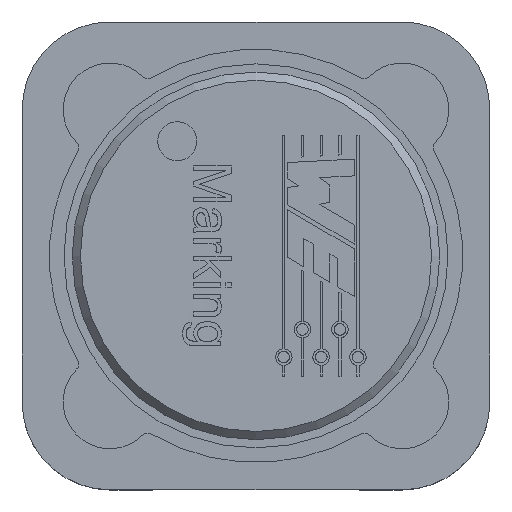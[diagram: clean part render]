
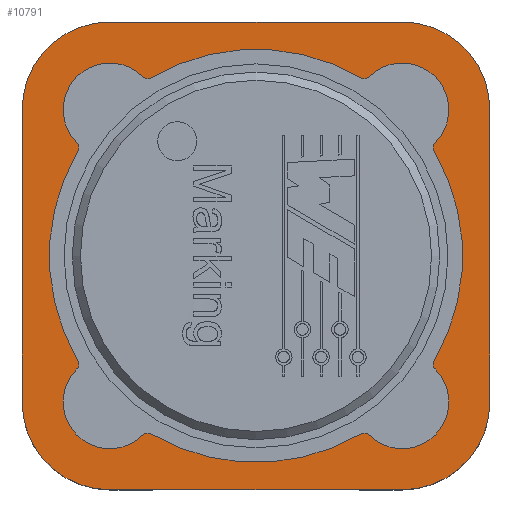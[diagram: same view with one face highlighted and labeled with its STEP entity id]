
A CAD part, top view. The second image highlights one B-rep face of the part: STEP entity #10791.
In plain terms, the highlighted planar face has unit normal (0, 0, 1).
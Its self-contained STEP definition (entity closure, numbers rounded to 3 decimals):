
#614=LINE('',#16038,#1446);
#615=LINE('',#16039,#1447);
#616=LINE('',#16040,#1448);
#617=LINE('',#16041,#1449);
#1446=VECTOR('',#12754,1000.);
#1447=VECTOR('',#12755,1000.);
#1448=VECTOR('',#12756,1000.);
#1449=VECTOR('',#12757,1000.);
#3043=ORIENTED_EDGE('',*,*,#4878,.T.);
#3044=ORIENTED_EDGE('',*,*,#4862,.T.);
#3045=ORIENTED_EDGE('',*,*,#4879,.T.);
#3046=ORIENTED_EDGE('',*,*,#4874,.T.);
#3047=ORIENTED_EDGE('',*,*,#4880,.T.);
#3048=ORIENTED_EDGE('',*,*,#4870,.T.);
#3049=ORIENTED_EDGE('',*,*,#4881,.T.);
#3050=ORIENTED_EDGE('',*,*,#4866,.T.);
#3051=ORIENTED_EDGE('',*,*,#4882,.F.);
#3052=ORIENTED_EDGE('',*,*,#4806,.T.);
#3053=ORIENTED_EDGE('',*,*,#4855,.F.);
#3054=ORIENTED_EDGE('',*,*,#4830,.T.);
#3055=ORIENTED_EDGE('',*,*,#4779,.F.);
#3056=ORIENTED_EDGE('',*,*,#4828,.T.);
#3057=ORIENTED_EDGE('',*,*,#4861,.F.);
#3058=ORIENTED_EDGE('',*,*,#4824,.T.);
#3059=ORIENTED_EDGE('',*,*,#4883,.F.);
#3060=ORIENTED_EDGE('',*,*,#4820,.T.);
#3061=ORIENTED_EDGE('',*,*,#4859,.F.);
#3062=ORIENTED_EDGE('',*,*,#4816,.T.);
#3063=ORIENTED_EDGE('',*,*,#4803,.F.);
#3064=ORIENTED_EDGE('',*,*,#4814,.T.);
#3065=ORIENTED_EDGE('',*,*,#4857,.F.);
#3066=ORIENTED_EDGE('',*,*,#4810,.T.);
#4779=EDGE_CURVE('',#5784,#5781,#6213,.T.);
#4803=EDGE_CURVE('',#5802,#5799,#6222,.T.);
#4806=EDGE_CURVE('',#5806,#5805,#6224,.T.);
#4810=EDGE_CURVE('',#5810,#5809,#6226,.T.);
#4814=EDGE_CURVE('',#5802,#5812,#6228,.T.);
#4816=EDGE_CURVE('',#5814,#5799,#6230,.T.);
#4820=EDGE_CURVE('',#5818,#5817,#6232,.T.);
#4824=EDGE_CURVE('',#5822,#5821,#6234,.T.);
#4828=EDGE_CURVE('',#5784,#5824,#6236,.T.);
#4830=EDGE_CURVE('',#5826,#5781,#6238,.T.);
#4855=EDGE_CURVE('',#5826,#5805,#6240,.T.);
#4857=EDGE_CURVE('',#5810,#5812,#6242,.T.);
#4859=EDGE_CURVE('',#5814,#5817,#6244,.T.);
#4861=EDGE_CURVE('',#5822,#5824,#6246,.T.);
#4862=EDGE_CURVE('',#5839,#5840,#6247,.T.);
#4866=EDGE_CURVE('',#5843,#5844,#6249,.T.);
#4870=EDGE_CURVE('',#5847,#5848,#6251,.T.);
#4874=EDGE_CURVE('',#5851,#5852,#6253,.T.);
#4878=EDGE_CURVE('',#5844,#5839,#614,.T.);
#4879=EDGE_CURVE('',#5840,#5851,#615,.T.);
#4880=EDGE_CURVE('',#5852,#5847,#616,.T.);
#4881=EDGE_CURVE('',#5848,#5843,#617,.T.);
#4882=EDGE_CURVE('',#5806,#5809,#6255,.T.);
#4883=EDGE_CURVE('',#5818,#5821,#6256,.T.);
#5781=VERTEX_POINT('',#15833);
#5784=VERTEX_POINT('',#15838);
#5799=VERTEX_POINT('',#15878);
#5802=VERTEX_POINT('',#15883);
#5805=VERTEX_POINT('',#15890);
#5806=VERTEX_POINT('',#15892);
#5809=VERTEX_POINT('',#15899);
#5810=VERTEX_POINT('',#15901);
#5812=VERTEX_POINT('',#15907);
#5814=VERTEX_POINT('',#15913);
#5817=VERTEX_POINT('',#15920);
#5818=VERTEX_POINT('',#15922);
#5821=VERTEX_POINT('',#15929);
#5822=VERTEX_POINT('',#15931);
#5824=VERTEX_POINT('',#15937);
#5826=VERTEX_POINT('',#15943);
#5839=VERTEX_POINT('',#16003);
#5840=VERTEX_POINT('',#16004);
#5843=VERTEX_POINT('',#16012);
#5844=VERTEX_POINT('',#16013);
#5847=VERTEX_POINT('',#16021);
#5848=VERTEX_POINT('',#16022);
#5851=VERTEX_POINT('',#16030);
#5852=VERTEX_POINT('',#16031);
#6213=CIRCLE('',#11229,5.3);
#6222=CIRCLE('',#11250,5.3);
#6224=CIRCLE('',#11253,0.18);
#6226=CIRCLE('',#11256,0.18);
#6228=CIRCLE('',#11259,0.18);
#6230=CIRCLE('',#11262,0.18);
#6232=CIRCLE('',#11265,0.18);
#6234=CIRCLE('',#11268,0.18);
#6236=CIRCLE('',#11271,0.18);
#6238=CIRCLE('',#11274,0.18);
#6240=CIRCLE('',#11287,1.2);
#6242=CIRCLE('',#11290,1.2);
#6244=CIRCLE('',#11293,1.2);
#6246=CIRCLE('',#11296,1.2);
#6247=CIRCLE('',#11298,2.25);
#6249=CIRCLE('',#11301,2.25);
#6251=CIRCLE('',#11304,2.25);
#6253=CIRCLE('',#11307,2.25);
#6255=CIRCLE('',#11310,5.3);
#6256=CIRCLE('',#11311,5.3);
#6663=EDGE_LOOP('',(#3043,#3044,#3045,#3046,#3047,#3048,#3049,#3050));
#6664=EDGE_LOOP('',(#3051,#3052,#3053,#3054,#3055,#3056,#3057,#3058,#3059,
#3060,#3061,#3062,#3063,#3064,#3065,#3066));
#7135=FACE_BOUND('',#6663,.T.);
#7136=FACE_BOUND('',#6664,.T.);
#7497=PLANE('',#11309);
#10791=ADVANCED_FACE('',(#7135,#7136),#7497,.T.);
#11229=AXIS2_PLACEMENT_3D('',#15839,#12544,#12545);
#11250=AXIS2_PLACEMENT_3D('',#15884,#12592,#12593);
#11253=AXIS2_PLACEMENT_3D('',#15891,#12599,#12600);
#11256=AXIS2_PLACEMENT_3D('',#15900,#12607,#12608);
#11259=AXIS2_PLACEMENT_3D('',#15908,#12615,#12616);
#11262=AXIS2_PLACEMENT_3D('',#15912,#12621,#12622);
#11265=AXIS2_PLACEMENT_3D('',#15921,#12629,#12630);
#11268=AXIS2_PLACEMENT_3D('',#15930,#12637,#12638);
#11271=AXIS2_PLACEMENT_3D('',#15938,#12645,#12646);
#11274=AXIS2_PLACEMENT_3D('',#15942,#12651,#12652);
#11287=AXIS2_PLACEMENT_3D('',#15991,#12700,#12701);
#11290=AXIS2_PLACEMENT_3D('',#15994,#12706,#12707);
#11293=AXIS2_PLACEMENT_3D('',#15997,#12712,#12713);
#11296=AXIS2_PLACEMENT_3D('',#16000,#12718,#12719);
#11298=AXIS2_PLACEMENT_3D('',#16002,#12722,#12723);
#11301=AXIS2_PLACEMENT_3D('',#16011,#12730,#12731);
#11304=AXIS2_PLACEMENT_3D('',#16020,#12738,#12739);
#11307=AXIS2_PLACEMENT_3D('',#16029,#12746,#12747);
#11309=AXIS2_PLACEMENT_3D('',#16037,#12752,#12753);
#11310=AXIS2_PLACEMENT_3D('',#16042,#12758,#12759);
#11311=AXIS2_PLACEMENT_3D('',#16043,#12760,#12761);
#12544=DIRECTION('',(0.,0.,1.));
#12545=DIRECTION('',(1.,0.,0.));
#12592=DIRECTION('',(0.,0.,1.));
#12593=DIRECTION('',(1.,0.,0.));
#12599=DIRECTION('',(0.,0.,1.));
#12600=DIRECTION('',(1.,0.,0.));
#12607=DIRECTION('',(0.,0.,1.));
#12608=DIRECTION('',(1.,0.,0.));
#12615=DIRECTION('',(0.,0.,1.));
#12616=DIRECTION('',(1.,0.,0.));
#12621=DIRECTION('',(0.,0.,1.));
#12622=DIRECTION('',(1.,0.,0.));
#12629=DIRECTION('',(0.,0.,1.));
#12630=DIRECTION('',(1.,0.,0.));
#12637=DIRECTION('',(0.,0.,1.));
#12638=DIRECTION('',(1.,0.,0.));
#12645=DIRECTION('',(0.,0.,1.));
#12646=DIRECTION('',(1.,0.,0.));
#12651=DIRECTION('',(0.,0.,1.));
#12652=DIRECTION('',(1.,0.,0.));
#12700=DIRECTION('',(0.,0.,1.));
#12701=DIRECTION('',(1.,0.,0.));
#12706=DIRECTION('',(0.,0.,1.));
#12707=DIRECTION('',(1.,0.,0.));
#12712=DIRECTION('',(0.,0.,1.));
#12713=DIRECTION('',(1.,0.,0.));
#12718=DIRECTION('',(0.,0.,1.));
#12719=DIRECTION('',(1.,0.,0.));
#12722=DIRECTION('',(0.,0.,1.));
#12723=DIRECTION('',(1.,0.,0.));
#12730=DIRECTION('',(0.,0.,1.));
#12731=DIRECTION('',(1.,0.,0.));
#12738=DIRECTION('',(0.,0.,1.));
#12739=DIRECTION('',(1.,0.,0.));
#12746=DIRECTION('',(0.,0.,1.));
#12747=DIRECTION('',(1.,0.,0.));
#12752=DIRECTION('',(0.,0.,1.));
#12753=DIRECTION('',(1.,0.,0.));
#12754=DIRECTION('',(1.,0.,0.));
#12755=DIRECTION('',(0.,1.,0.));
#12756=DIRECTION('',(-1.,0.,0.));
#12757=DIRECTION('',(0.,-1.,0.));
#12758=DIRECTION('',(0.,0.,1.));
#12759=DIRECTION('',(1.,0.,0.));
#12760=DIRECTION('',(0.,0.,1.));
#12761=DIRECTION('',(1.,0.,0.));
#15833=CARTESIAN_POINT('',(-2.683,4.571,3.54));
#15838=CARTESIAN_POINT('',(2.683,4.571,3.54));
#15839=CARTESIAN_POINT('',(0.,0.,3.54));
#15878=CARTESIAN_POINT('',(2.683,-4.571,3.54));
#15883=CARTESIAN_POINT('',(-2.683,-4.571,3.54));
#15884=CARTESIAN_POINT('',(0.,0.,3.54));
#15890=CARTESIAN_POINT('',(-4.598,2.901,3.54));
#15891=CARTESIAN_POINT('',(-4.726,2.774,3.54));
#15892=CARTESIAN_POINT('',(-4.571,2.683,3.54));
#15899=CARTESIAN_POINT('',(-4.571,-2.683,3.54));
#15900=CARTESIAN_POINT('',(-4.726,-2.774,3.54));
#15901=CARTESIAN_POINT('',(-4.598,-2.901,3.54));
#15907=CARTESIAN_POINT('',(-2.901,-4.598,3.54));
#15908=CARTESIAN_POINT('',(-2.774,-4.726,3.54));
#15912=CARTESIAN_POINT('',(2.774,-4.726,3.54));
#15913=CARTESIAN_POINT('',(2.901,-4.598,3.54));
#15920=CARTESIAN_POINT('',(4.598,-2.901,3.54));
#15921=CARTESIAN_POINT('',(4.726,-2.774,3.54));
#15922=CARTESIAN_POINT('',(4.571,-2.683,3.54));
#15929=CARTESIAN_POINT('',(4.571,2.683,3.54));
#15930=CARTESIAN_POINT('',(4.726,2.774,3.54));
#15931=CARTESIAN_POINT('',(4.598,2.901,3.54));
#15937=CARTESIAN_POINT('',(2.901,4.598,3.54));
#15938=CARTESIAN_POINT('',(2.774,4.726,3.54));
#15942=CARTESIAN_POINT('',(-2.774,4.726,3.54));
#15943=CARTESIAN_POINT('',(-2.901,4.598,3.54));
#15991=CARTESIAN_POINT('',(-3.748,3.748,3.54));
#15994=CARTESIAN_POINT('',(-3.748,-3.748,3.54));
#15997=CARTESIAN_POINT('',(3.748,-3.748,3.54));
#16000=CARTESIAN_POINT('',(3.748,3.748,3.54));
#16002=CARTESIAN_POINT('',(3.75,-3.75,3.54));
#16003=CARTESIAN_POINT('',(3.75,-6.,3.54));
#16004=CARTESIAN_POINT('',(6.,-3.75,3.54));
#16011=CARTESIAN_POINT('',(-3.75,-3.75,3.54));
#16012=CARTESIAN_POINT('',(-6.,-3.75,3.54));
#16013=CARTESIAN_POINT('',(-3.75,-6.,3.54));
#16020=CARTESIAN_POINT('',(-3.75,3.75,3.54));
#16021=CARTESIAN_POINT('',(-3.75,6.,3.54));
#16022=CARTESIAN_POINT('',(-6.,3.75,3.54));
#16029=CARTESIAN_POINT('',(3.75,3.75,3.54));
#16030=CARTESIAN_POINT('',(6.,3.75,3.54));
#16031=CARTESIAN_POINT('',(3.75,6.,3.54));
#16037=CARTESIAN_POINT('',(0.,0.,3.54));
#16038=CARTESIAN_POINT('',(-6.,-6.,3.54));
#16039=CARTESIAN_POINT('',(6.,-6.,3.54));
#16040=CARTESIAN_POINT('',(6.,6.,3.54));
#16041=CARTESIAN_POINT('',(-6.,6.,3.54));
#16042=CARTESIAN_POINT('',(0.,0.,3.54));
#16043=CARTESIAN_POINT('',(0.,0.,3.54));
